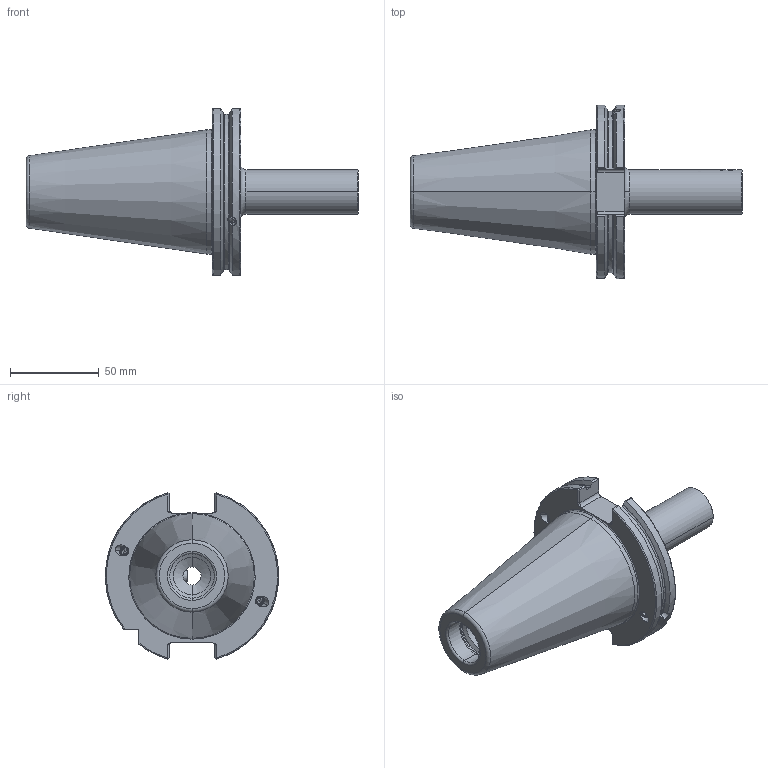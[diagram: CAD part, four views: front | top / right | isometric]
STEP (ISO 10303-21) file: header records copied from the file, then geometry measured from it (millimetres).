
FILE_DESCRIPTION (( 'STEP AP203' ), '1' );
FILE_NAME ('A14.450.025.085.STEP', '2024-08-27T07:14:52', ( '' ), ( '' ), 'SwSTEP 2.0', 'SolidWorks 2022', '' );
FILE_SCHEMA (( 'CONFIG_CONTROL_DESIGN' ));
Length unit declared in the file: millimetre
Products named in the file (5): ISO 4026 - M5 x 4_PreviewCfg; WH2-ER1.001.010; KVT_MB_600_050; A14.450.025.085; SB5-WH2.K01.085_B
Assembly tree (6 placements, depth 2):
  A14.450.025.085
    SB5-WH2.K01.085_B
    ISO 4026 - M5 x 4_PreviewCfg  x2
    WH2-ER1.001.010
    KVT_MB_600_050  x2
Bounding box: 186.6 x 97.44 x 93.51 mm (x, y, z)
Volume: 360133.5 mm3; surface area: 51134.8 mm2
Topology: 8 solids, 8 shells, 260 faces, 623 edges, 374 vertices
Faces by surface type: cone 88, cylinder 69, plane 65, torus 34, sphere 4
Entity records: 7294 total; most frequent: CARTESIAN_POINT 1784, DIRECTION 1057, ORIENTED_EDGE 1034, EDGE_CURVE 517, AXIS2_PLACEMENT_3D 418, VERTEX_POINT 315, EDGE_LOOP 226, VECTOR 221
